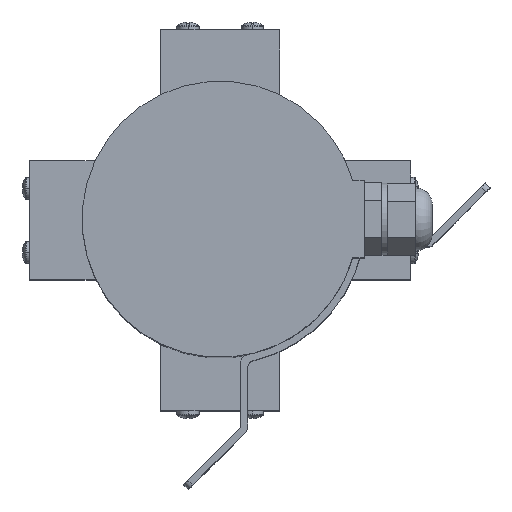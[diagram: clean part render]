
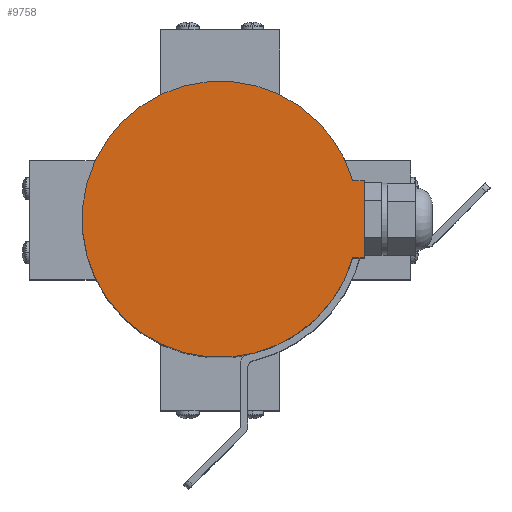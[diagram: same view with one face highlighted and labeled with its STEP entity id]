
A CAD part, top view. The second image highlights one B-rep face of the part: STEP entity #9758.
In plain terms, the highlighted face is planar.
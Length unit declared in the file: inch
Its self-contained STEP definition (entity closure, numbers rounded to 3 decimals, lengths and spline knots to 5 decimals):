
#158 = CARTESIAN_POINT ( 'NONE',  ( -8.402, -1.11885, 2.03809 ) ) ;
#993 = ORIENTED_EDGE ( 'NONE', *, *, #6349, .T. ) ;
#1147 = CARTESIAN_POINT ( 'NONE',  ( -8.402, -2.03809, 1.11885 ) ) ;
#2103 = CARTESIAN_POINT ( 'NONE',  ( -8.402, -2.17376, 1.25452 ) ) ;
#2401 = VECTOR ( 'NONE', #2957, 39.37008 ) ;
#2957 = DIRECTION ( 'NONE',  ( 0., 0.707, 0.707 ) ) ;
#2966 = CARTESIAN_POINT ( 'NONE',  ( -8.402, -1.25452, 2.17376 ) ) ;
#3071 = DIRECTION ( 'NONE',  ( 0., 0., -1. ) ) ;
#3151 = CIRCLE ( 'NONE', #6734, 2.325 ) ;
#3785 = VERTEX_POINT ( 'NONE', #14150 ) ;
#4077 = ORIENTED_EDGE ( 'NONE', *, *, #5797, .F. ) ;
#4619 = CARTESIAN_POINT ( 'NONE',  ( -8.402, 0., -2.325 ) ) ;
#4664 = DIRECTION ( 'NONE',  ( 0., -0.707, 0.707 ) ) ;
#5320 = CARTESIAN_POINT ( 'NONE',  ( -8.402, -2.17376, 1.25452 ) ) ;
#5325 = CIRCLE ( 'NONE', #11761, 2.325 ) ;
#5387 = CARTESIAN_POINT ( 'NONE',  ( -8.402, 0., 0. ) ) ;
#5469 = FACE_OUTER_BOUND ( 'NONE', #13230, .T. ) ;
#5705 = LINE ( 'NONE', #5320, #2401 ) ;
#5797 = EDGE_CURVE ( 'NONE', #15270, #12507, #11925, .T. ) ;
#6349 = EDGE_CURVE ( 'NONE', #11089, #10008, #5705, .T. ) ;
#6734 = AXIS2_PLACEMENT_3D ( 'NONE', #9180, #13997, #3071 ) ;
#7639 = ORIENTED_EDGE ( 'NONE', *, *, #8190, .T. ) ;
#7671 = CARTESIAN_POINT ( 'NONE',  ( -8.402, 0., 0. ) ) ;
#8190 = EDGE_CURVE ( 'NONE', #15270, #11089, #9586, .T. ) ;
#8257 = DIRECTION ( 'NONE',  ( 0., 0., -1. ) ) ;
#8884 = DIRECTION ( 'NONE',  ( -1., 0., 0. ) ) ;
#9180 = CARTESIAN_POINT ( 'NONE',  ( -8.402, 0., 0. ) ) ;
#9401 = DIRECTION ( 'NONE',  ( 1., 0., 0. ) ) ;
#9586 = LINE ( 'NONE', #14490, #13587 ) ;
#9758 = ADVANCED_FACE ( 'NONE', ( #5469 ), #11437, .T. ) ;
#9824 = EDGE_CURVE ( 'NONE', #3785, #14160, #3151, .T. ) ;
#10008 = VERTEX_POINT ( 'NONE', #11887 ) ;
#10145 = DIRECTION ( 'NONE',  ( 0., 0., 1. ) ) ;
#11089 = VERTEX_POINT ( 'NONE', #2103 ) ;
#11437 = PLANE ( 'NONE',  #13394 ) ;
#11761 = AXIS2_PLACEMENT_3D ( 'NONE', #15751, #9401, #8257 ) ;
#11887 = CARTESIAN_POINT ( 'NONE',  ( -8.402, -1.25452, 2.17376 ) ) ;
#11891 = DIRECTION ( 'NONE',  ( 0., 0.707, -0.707 ) ) ;
#11925 = CIRCLE ( 'NONE', #12150, 2.325 ) ;
#12011 = EDGE_CURVE ( 'NONE', #10008, #14160, #14846, .T. ) ;
#12150 = AXIS2_PLACEMENT_3D ( 'NONE', #5387, #12731, #13951 ) ;
#12353 = ORIENTED_EDGE ( 'NONE', *, *, #15516, .F. ) ;
#12507 = VERTEX_POINT ( 'NONE', #4619 ) ;
#12731 = DIRECTION ( 'NONE',  ( 1., 0., 0. ) ) ;
#13230 = EDGE_LOOP ( 'NONE', ( #4077, #7639, #993, #14953, #13285, #12353 ) ) ;
#13285 = ORIENTED_EDGE ( 'NONE', *, *, #9824, .F. ) ;
#13394 = AXIS2_PLACEMENT_3D ( 'NONE', #7671, #8884, #10145 ) ;
#13587 = VECTOR ( 'NONE', #4664, 39.37008 ) ;
#13951 = DIRECTION ( 'NONE',  ( 0., 0., -1. ) ) ;
#13997 = DIRECTION ( 'NONE',  ( 1., 0., 0. ) ) ;
#14150 = CARTESIAN_POINT ( 'NONE',  ( -8.402, 0., 2.325 ) ) ;
#14160 = VERTEX_POINT ( 'NONE', #158 ) ;
#14459 = VECTOR ( 'NONE', #11891, 39.37008 ) ;
#14490 = CARTESIAN_POINT ( 'NONE',  ( -8.402, -2.03809, 1.11885 ) ) ;
#14846 = LINE ( 'NONE', #2966, #14459 ) ;
#14953 = ORIENTED_EDGE ( 'NONE', *, *, #12011, .T. ) ;
#15270 = VERTEX_POINT ( 'NONE', #1147 ) ;
#15516 = EDGE_CURVE ( 'NONE', #12507, #3785, #5325, .T. ) ;
#15751 = CARTESIAN_POINT ( 'NONE',  ( -8.402, 0., 0. ) ) ;
